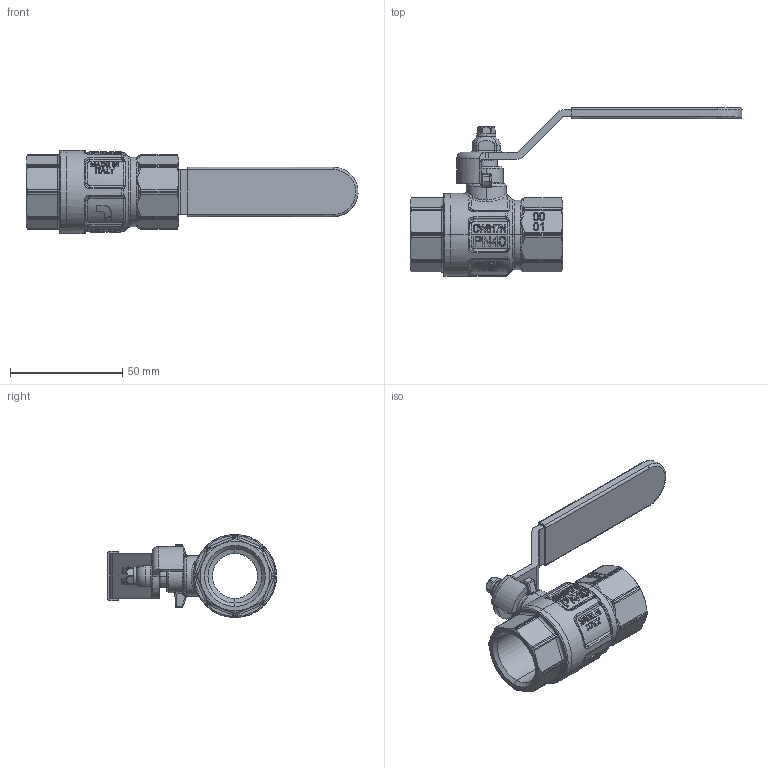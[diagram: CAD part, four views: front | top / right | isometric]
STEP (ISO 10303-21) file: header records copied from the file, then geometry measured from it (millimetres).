
FILE_DESCRIPTION (( 'STEP AP203' ), '1' );
FILE_NAME ('376B034.STEP', '2020-11-25T09:26:28', ( '' ), ( '' ), 'SwSTEP 2.0', 'SolidWorks 2018', '' );
FILE_SCHEMA (( 'CONFIG_CONTROL_DESIGN' ));
Products named in the file (1): 376B034
Bounding box: 147.99 x 75.3 x 37 mm (x, y, z)
Surface area: 23517 mm2 (no closed solid volume)
Topology: 0 solids, 6 shells, 1034 faces, 3189 edges, 2119 vertices
Faces by surface type: plane 370, bspline 325, cylinder 196, torus 90, cone 41, sphere 12
Entity records: 49228 total; most frequent: CARTESIAN_POINT 23929, ORIENTED_EDGE 5627, DIRECTION 4238, EDGE_CURVE 3161, VERTEX_POINT 2119, LINE 1426, VECTOR 1426, AXIS2_PLACEMENT_3D 1406
